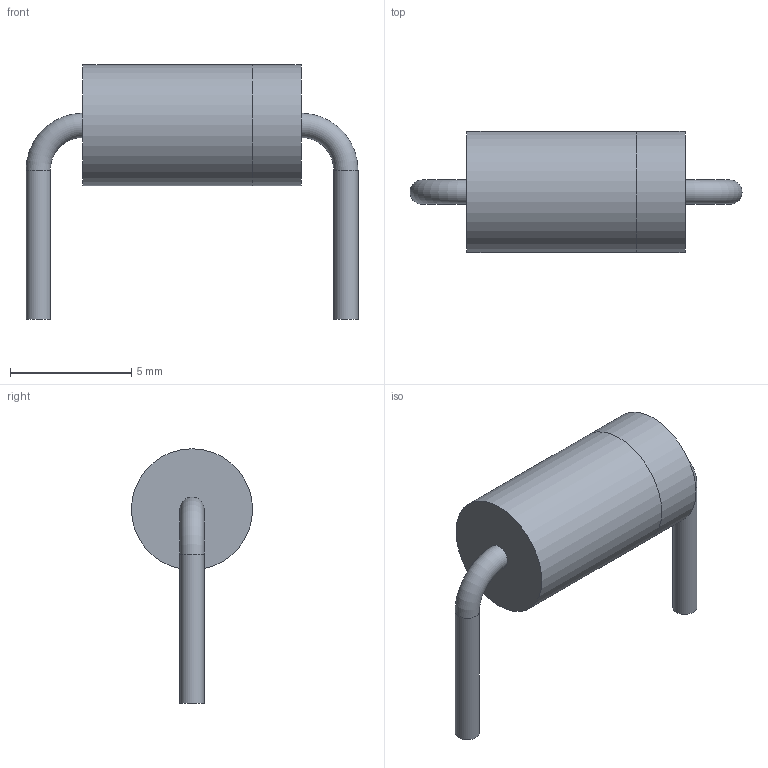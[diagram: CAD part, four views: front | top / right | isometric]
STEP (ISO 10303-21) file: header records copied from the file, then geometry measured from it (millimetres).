
FILE_DESCRIPTION(('FreeCAD Model'),'2;1');
FILE_NAME('Diode_12.7.step','2021-02-16T08:23:04',('Author'),(''), 'Open CASCADE STEP processor 7.3','FreeCAD','Unknown');
FILE_SCHEMA(('AUTOMOTIVE_DESIGN { 1 0 10303 214 1 1 1 1 }'));
Length unit declared in the file: millimetre
Products named in the file (1): Diode_12.7
Bounding box: 13.7 x 5 x 10.5 mm (x, y, z)
Volume: 190.9 mm3; surface area: 280 mm2
Topology: 4 solids, 4 shells, 14 faces, 16 edges, 10 vertices
Faces by surface type: plane 8, cylinder 4, torus 2
Full cylindrical faces by diameter (mm): 1 x2, 5 x2
Entity records: 586 total; most frequent: DIRECTION 86, CARTESIAN_POINT 77, ORIENTED_EDGE 32, PCURVE 32, DEFINITIONAL_REPRESENTATION 32, AXIS2_PLACEMENT_3D 27, LINE 24, VECTOR 24
